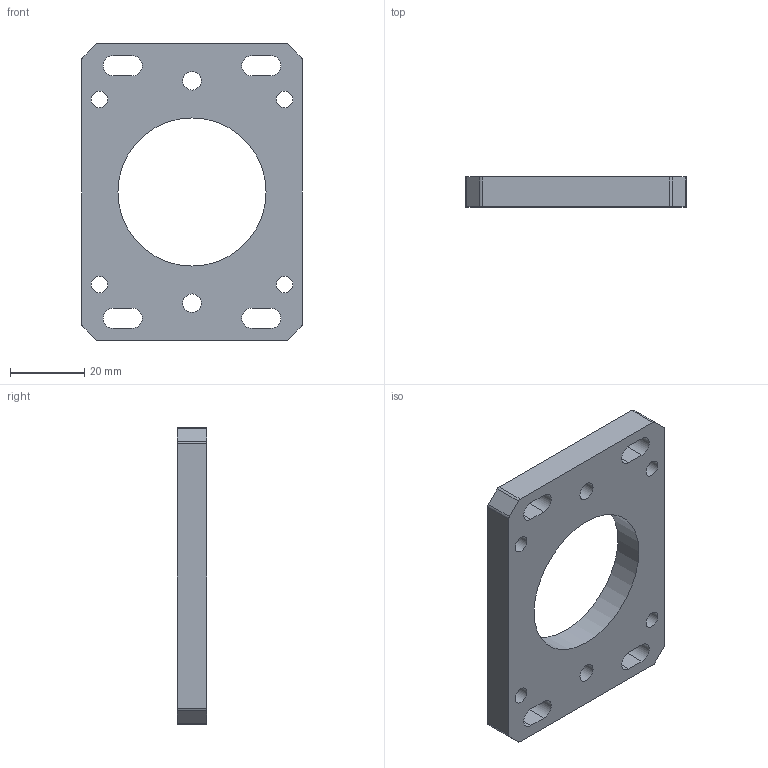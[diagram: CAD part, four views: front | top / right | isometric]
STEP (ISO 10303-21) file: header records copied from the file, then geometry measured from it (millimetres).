
FILE_DESCRIPTION(/* description */ (''),/* implementation_level */ '2;1');
FILE_NAME(/* name */ 'Nema24_y_motor_plate.step',/* time_stamp */ '2018-07-16T19:03:32+02:00',/* author */ ('jaknil'),/* organization */ (''),/* preprocessor_version */ 'ST-DEVELOPER v17',/* originating_system */ 'Autodesk Translation Framework v7.1.0.215',/* authorisation */ '');
FILE_SCHEMA (('AUTOMOTIVE_DESIGN { 1 0 10303 214 3 1 1 }'));
Length unit declared in the file: millimetre
Products named in the file (1): HECTOR_no_history v33_y-motor_adjust_Missing2
Bounding box: 59.5 x 8 x 80.2 mm (x, y, z)
Volume: 25401.4 mm3; surface area: 11089.8 mm2
Topology: 1 solids, 1 shells, 41 faces, 118 edges, 79 vertices
Faces by surface type: cylinder 23, plane 18
Full cylindrical faces by diameter (mm): 4.5 x4, 5 x2, 40 x1
Entity records: 1444 total; most frequent: DIRECTION 249, CARTESIAN_POINT 239, ORIENTED_EDGE 236, EDGE_CURVE 118, AXIS2_PLACEMENT_3D 89, VERTEX_POINT 79, LINE 71, VECTOR 71
